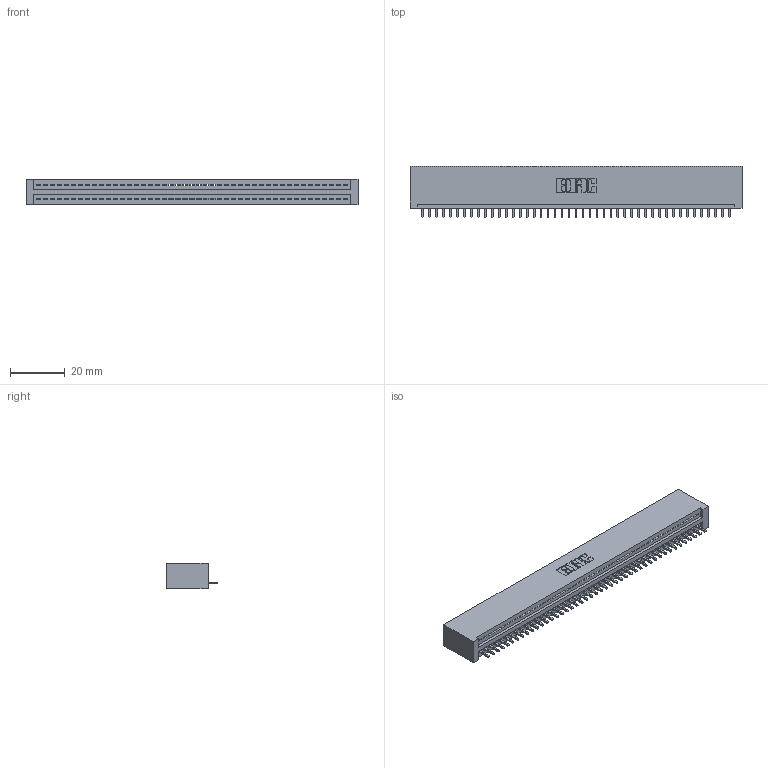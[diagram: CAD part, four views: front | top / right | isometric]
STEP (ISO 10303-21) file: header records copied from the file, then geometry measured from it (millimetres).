
FILE_DESCRIPTION (( 'STEP AP203' ), '1' );
FILE_NAME ('345-045-521-101.STEP', '2018-09-09T08:38:37', ( '' ), ( '' ), 'SwSTEP 2.0', 'SolidWorks 2016', '' );
FILE_SCHEMA (( 'CONFIG_CONTROL_DESIGN' ));
Length unit declared in the file: inch
Products named in the file (3): 345 Part_No Mounting Lugs; 345-292-001_345-293-121; 345-045-521-101
Assembly tree (46 placements, depth 2):
  345-045-521-101
    345 Part_No Mounting Lugs
    345-292-001_345-293-121  x45
Bounding box: 120.9 x 18.72 x 9.4 mm (x, y, z)
Volume: 11964.5 mm3; surface area: 15629.9 mm2
Topology: 46 solids, 46 shells, 2728 faces, 8237 edges, 5430 vertices
Faces by surface type: plane 1876, cylinder 852
Entity records: 33205 total; most frequent: CARTESIAN_POINT 5759, ORIENTED_EDGE 5738, DIRECTION 5019, EDGE_CURVE 2869, VECTOR 2565, LINE 2565, VERTEX_POINT 1910, AXIS2_PLACEMENT_3D 1227
